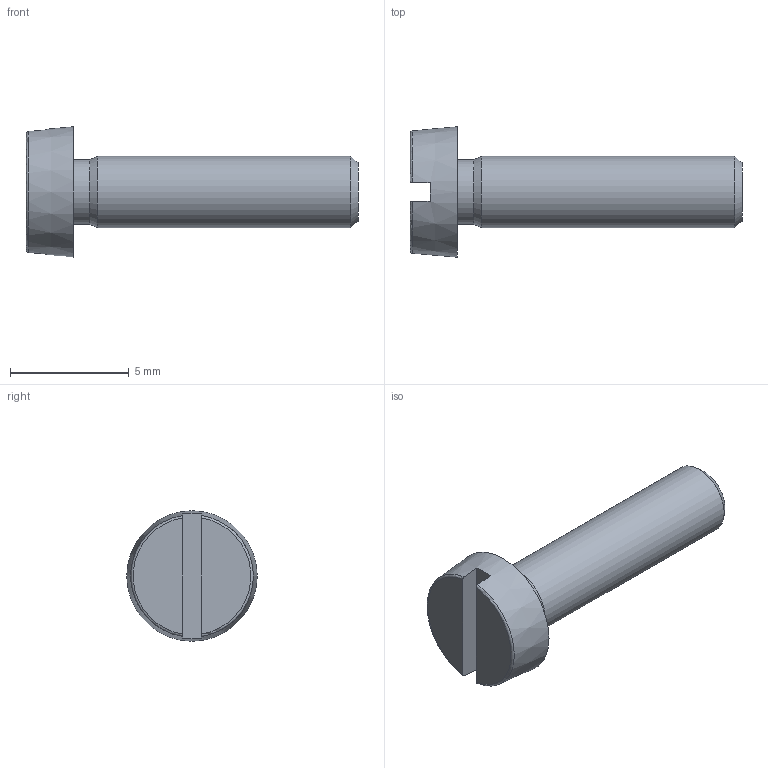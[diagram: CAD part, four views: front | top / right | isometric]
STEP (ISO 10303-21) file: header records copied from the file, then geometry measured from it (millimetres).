
FILE_DESCRIPTION(/* description */ ('Slotted Cheese Head Screw'),/* implementation_level */ '2;1');
FILE_NAME(/* name */ 'DIN 84 - replaced by DIN EN ISO 1207 M3 x 12_ipt_a2e96cb1.STEP',/* time_stamp */ '2021-11-25T15:34:06-03:00',/* author */ ('Acer'),/* organization */ (''),/* preprocessor_version */ 'ST-DEVELOPER v18.1',/* originating_system */ 'Autodesk Inventor 2020',/* authorisation */ '');
FILE_SCHEMA (('CONFIG_CONTROL_DESIGN','AUTOMOTIVE_DESIGN { 1 0 10303 214 3 1 1 }'));
Length unit declared in the file: millimetre
Products named in the file (1): DIN 84 - M3 x 12
Bounding box: 14 x 5.5 x 5.5 mm (x, y, z)
Volume: 124.4 mm3; surface area: 197.3 mm2
Topology: 1 solids, 1 shells, 14 faces, 35 edges, 24 vertices
Faces by surface type: plane 7, cone 3, cylinder 2, torus 2
Full cylindrical faces by diameter (mm): 2.729 x1, 3 x1
Entity records: 498 total; most frequent: CARTESIAN_POINT 118, DIRECTION 75, ORIENTED_EDGE 70, EDGE_CURVE 35, AXIS2_PLACEMENT_3D 33, VERTEX_POINT 24, CIRCLE 18, EDGE_LOOP 15
